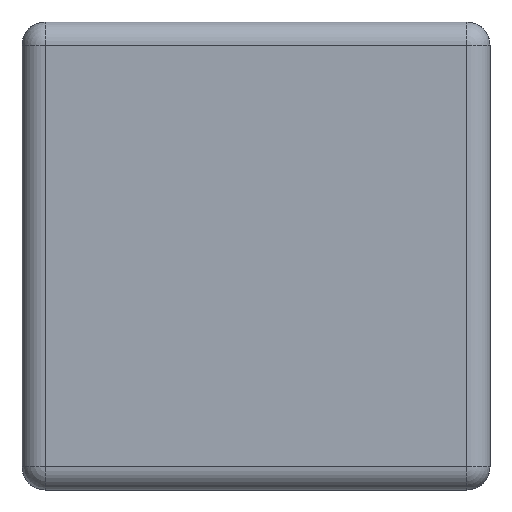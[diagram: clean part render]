
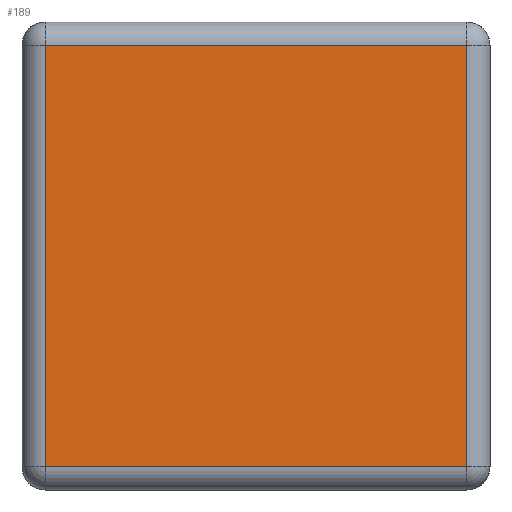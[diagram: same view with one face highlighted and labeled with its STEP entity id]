
A CAD part, left-side view. The second image highlights one B-rep face of the part: STEP entity #189.
In plain terms, the highlighted planar face has unit normal (-1, 0, 0).
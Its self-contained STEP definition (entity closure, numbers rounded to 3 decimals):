
#52 = CARTESIAN_POINT ( 'NONE',  ( -0.5, 0.025, 0.225 ) ) ;
#162 = CARTESIAN_POINT ( 'NONE',  ( -0.5, 0.5, 0.225 ) ) ;
#189 = ADVANCED_FACE ( 'NONE', ( #1683 ), #1836, .F. ) ;
#228 = ORIENTED_EDGE ( 'NONE', *, *, #467, .T. ) ;
#240 = VECTOR ( 'NONE', #1674, 1000. ) ;
#283 = VECTOR ( 'NONE', #496, 1000. ) ;
#318 = LINE ( 'NONE', #2080, #283 ) ;
#319 = VERTEX_POINT ( 'NONE', #421 ) ;
#386 = EDGE_CURVE ( 'NONE', #319, #574, #1613, .T. ) ;
#390 = DIRECTION ( 'NONE',  ( 0., 0., -1. ) ) ;
#403 = ORIENTED_EDGE ( 'NONE', *, *, #1925, .T. ) ;
#421 = CARTESIAN_POINT ( 'NONE',  ( -0.5, 0.475, 0.225 ) ) ;
#467 = EDGE_CURVE ( 'NONE', #1279, #574, #1318, .T. ) ;
#471 = DIRECTION ( 'NONE',  ( 0., 0., -1. ) ) ;
#496 = DIRECTION ( 'NONE',  ( 0., -1., 0. ) ) ;
#550 = AXIS2_PLACEMENT_3D ( 'NONE', #1537, #880, #390 ) ;
#574 = VERTEX_POINT ( 'NONE', #1894 ) ;
#641 = CARTESIAN_POINT ( 'NONE',  ( -0.5, 0.475, -0.225 ) ) ;
#880 = DIRECTION ( 'NONE',  ( 1., 0., 0. ) ) ;
#903 = ORIENTED_EDGE ( 'NONE', *, *, #386, .F. ) ;
#920 = VECTOR ( 'NONE', #471, 1000. ) ;
#979 = EDGE_CURVE ( 'NONE', #319, #1558, #1445, .T. ) ;
#1269 = EDGE_LOOP ( 'NONE', ( #403, #228, #903, #1572 ) ) ;
#1279 = VERTEX_POINT ( 'NONE', #1752 ) ;
#1318 = LINE ( 'NONE', #52, #240 ) ;
#1445 = LINE ( 'NONE', #2078, #920 ) ;
#1537 = CARTESIAN_POINT ( 'NONE',  ( -0.5, 0.5, 0.225 ) ) ;
#1558 = VERTEX_POINT ( 'NONE', #641 ) ;
#1572 = ORIENTED_EDGE ( 'NONE', *, *, #979, .T. ) ;
#1613 = LINE ( 'NONE', #162, #1997 ) ;
#1674 = DIRECTION ( 'NONE',  ( 0., 0., 1. ) ) ;
#1683 = FACE_OUTER_BOUND ( 'NONE', #1269, .T. ) ;
#1752 = CARTESIAN_POINT ( 'NONE',  ( -0.5, 0.025, -0.225 ) ) ;
#1821 = DIRECTION ( 'NONE',  ( 0., -1., 0. ) ) ;
#1836 = PLANE ( 'NONE',  #550 ) ;
#1894 = CARTESIAN_POINT ( 'NONE',  ( -0.5, 0.025, 0.225 ) ) ;
#1925 = EDGE_CURVE ( 'NONE', #1558, #1279, #318, .T. ) ;
#1997 = VECTOR ( 'NONE', #1821, 1000. ) ;
#2078 = CARTESIAN_POINT ( 'NONE',  ( -0.5, 0.475, 0.225 ) ) ;
#2080 = CARTESIAN_POINT ( 'NONE',  ( -0.5, 0.5, -0.225 ) ) ;
